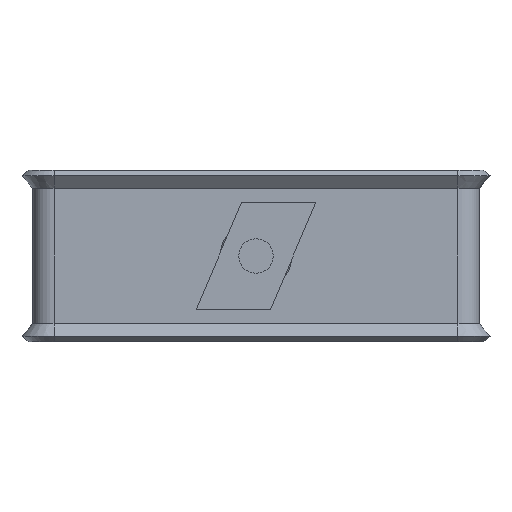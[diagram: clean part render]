
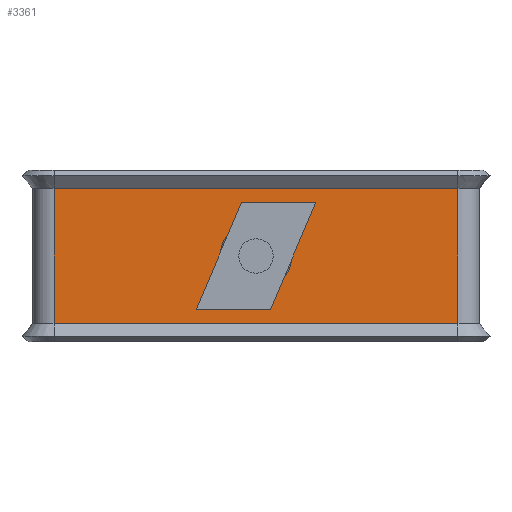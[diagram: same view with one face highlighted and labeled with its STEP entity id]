
A CAD part, front view. The second image highlights one B-rep face of the part: STEP entity #3361.
In plain terms, the highlighted planar face has unit normal (0, -1, 0).
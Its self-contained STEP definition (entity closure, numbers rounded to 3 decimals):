
#265 = EDGE_CURVE ( 'NONE', #845, #5557, #776, .T. ) ;
#568 = ORIENTED_EDGE ( 'NONE', *, *, #8362, .F. ) ;
#661 = PLANE ( 'NONE',  #7095 ) ;
#740 = CARTESIAN_POINT ( 'NONE',  ( 0., -2., 0. ) ) ;
#752 = DIRECTION ( 'NONE',  ( 0., 1., 0. ) ) ;
#774 = DIRECTION ( 'NONE',  ( 0., 0., 1. ) ) ;
#776 = CIRCLE ( 'NONE', #2983, 8.328 ) ;
#787 = VECTOR ( 'NONE', #6960, 1000. ) ;
#807 = LINE ( 'NONE', #5005, #1309 ) ;
#822 = ORIENTED_EDGE ( 'NONE', *, *, #8982, .F. ) ;
#845 = VERTEX_POINT ( 'NONE', #8363 ) ;
#1090 = CARTESIAN_POINT ( 'NONE',  ( 47., -2., -12.5 ) ) ;
#1309 = VECTOR ( 'NONE', #5723, 1000. ) ;
#1881 = DIRECTION ( 'NONE',  ( 0., 0., 1. ) ) ;
#2012 = AXIS2_PLACEMENT_3D ( 'NONE', #3446, #3436, #3426 ) ;
#2983 = AXIS2_PLACEMENT_3D ( 'NONE', #4845, #4414, #4252 ) ;
#3361 = ADVANCED_FACE ( 'NONE', ( #7085, #7295 ), #661, .F. ) ;
#3426 = DIRECTION ( 'NONE',  ( 0., 0., 1. ) ) ;
#3432 = CIRCLE ( 'NONE', #2012, 8.328 ) ;
#3436 = DIRECTION ( 'NONE',  ( 0., -1., 0. ) ) ;
#3446 = CARTESIAN_POINT ( 'NONE',  ( 0., -2., 0. ) ) ;
#4252 = DIRECTION ( 'NONE',  ( 0., 0., 1. ) ) ;
#4414 = DIRECTION ( 'NONE',  ( 0., -1., 0. ) ) ;
#4845 = CARTESIAN_POINT ( 'NONE',  ( 0., -2., 0. ) ) ;
#4924 = VECTOR ( 'NONE', #7387, 1000. ) ;
#5005 = CARTESIAN_POINT ( 'NONE',  ( 47., -2., -15.626 ) ) ;
#5557 = VERTEX_POINT ( 'NONE', #8583 ) ;
#5576 = VERTEX_POINT ( 'NONE', #8683 ) ;
#5597 = EDGE_LOOP ( 'NONE', ( #5708, #822, #7796, #5845 ) ) ;
#5708 = ORIENTED_EDGE ( 'NONE', *, *, #8858, .T. ) ;
#5723 = DIRECTION ( 'NONE',  ( -1., 0., 0. ) ) ;
#5845 = ORIENTED_EDGE ( 'NONE', *, *, #9092, .F. ) ;
#6383 = ORIENTED_EDGE ( 'NONE', *, *, #265, .F. ) ;
#6512 = CARTESIAN_POINT ( 'NONE',  ( -47., -2., 15.626 ) ) ;
#6653 = LINE ( 'NONE', #6935, #787 ) ;
#6935 = CARTESIAN_POINT ( 'NONE',  ( -47., -2., 12.5 ) ) ;
#6960 = DIRECTION ( 'NONE',  ( 0., 0., -1. ) ) ;
#7078 = VERTEX_POINT ( 'NONE', #8761 ) ;
#7085 = FACE_OUTER_BOUND ( 'NONE', #5597, .T. ) ;
#7095 = AXIS2_PLACEMENT_3D ( 'NONE', #740, #752, #774 ) ;
#7295 = FACE_BOUND ( 'NONE', #7599, .T. ) ;
#7340 = VERTEX_POINT ( 'NONE', #6512 ) ;
#7387 = DIRECTION ( 'NONE',  ( 1., 0., 0. ) ) ;
#7509 = CARTESIAN_POINT ( 'NONE',  ( -47., -2., 15.626 ) ) ;
#7599 = EDGE_LOOP ( 'NONE', ( #6383, #568 ) ) ;
#7772 = LINE ( 'NONE', #1090, #8229 ) ;
#7796 = ORIENTED_EDGE ( 'NONE', *, *, #9011, .T. ) ;
#7966 = CARTESIAN_POINT ( 'NONE',  ( 47., -2., 15.626 ) ) ;
#7993 = LINE ( 'NONE', #7509, #4924 ) ;
#8229 = VECTOR ( 'NONE', #1881, 1000. ) ;
#8362 = EDGE_CURVE ( 'NONE', #5557, #845, #3432, .T. ) ;
#8363 = CARTESIAN_POINT ( 'NONE',  ( 0., -2., 8.328 ) ) ;
#8583 = CARTESIAN_POINT ( 'NONE',  ( 0., -2., -8.328 ) ) ;
#8683 = CARTESIAN_POINT ( 'NONE',  ( -47., -2., -15.626 ) ) ;
#8761 = CARTESIAN_POINT ( 'NONE',  ( 47., -2., -15.626 ) ) ;
#8858 = EDGE_CURVE ( 'NONE', #7078, #8933, #7772, .T. ) ;
#8933 = VERTEX_POINT ( 'NONE', #7966 ) ;
#8982 = EDGE_CURVE ( 'NONE', #7340, #8933, #7993, .T. ) ;
#9011 = EDGE_CURVE ( 'NONE', #7340, #5576, #6653, .T. ) ;
#9092 = EDGE_CURVE ( 'NONE', #7078, #5576, #807, .T. ) ;
